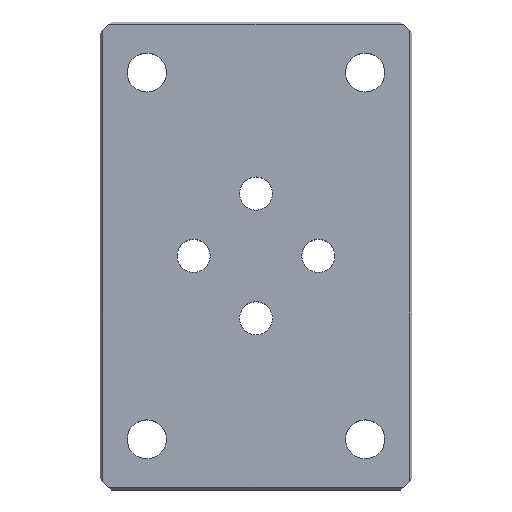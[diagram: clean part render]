
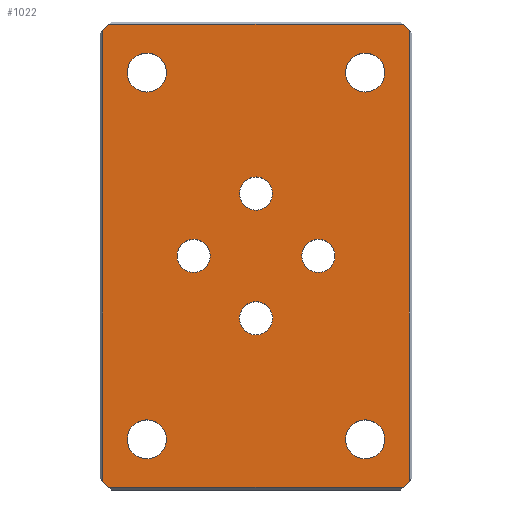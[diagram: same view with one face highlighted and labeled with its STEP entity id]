
A CAD part, top view. The second image highlights one B-rep face of the part: STEP entity #1022.
In plain terms, the highlighted planar face has unit normal (0, 0, 1).
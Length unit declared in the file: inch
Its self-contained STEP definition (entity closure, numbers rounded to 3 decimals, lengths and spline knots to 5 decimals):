
#78=CARTESIAN_POINT('',(0.875,1.81375,0.));
#79=VERTEX_POINT('',#78);
#95=CARTESIAN_POINT('',(0.875,2.12625,0.));
#96=VERTEX_POINT('',#95);
#103=CARTESIAN_POINT('',(0.875,1.97,0.));
#104=DIRECTION('',(0.0,0.0,-1.0));
#105=DIRECTION('',(0.0,-1.0,0.0));
#106=AXIS2_PLACEMENT_3D('',#103,#104,#105);
#107=CIRCLE('',#106,0.15625);
#108=EDGE_CURVE('',#79,#96,#107,.T.);
#141=CARTESIAN_POINT('',(-0.875,1.81375,0.));
#142=VERTEX_POINT('',#141);
#158=CARTESIAN_POINT('',(-0.875,2.12625,0.));
#159=VERTEX_POINT('',#158);
#166=CARTESIAN_POINT('',(-0.875,1.97,0.));
#167=DIRECTION('',(0.0,0.0,-1.0));
#168=DIRECTION('',(0.0,-1.0,0.0));
#169=AXIS2_PLACEMENT_3D('',#166,#167,#168);
#170=CIRCLE('',#169,0.15625);
#171=EDGE_CURVE('',#142,#159,#170,.T.);
#183=CARTESIAN_POINT('',(-0.875,-0.81375,0.));
#184=VERTEX_POINT('',#183);
#200=CARTESIAN_POINT('',(-0.875,-1.12625,0.));
#201=VERTEX_POINT('',#200);
#208=CARTESIAN_POINT('',(-0.875,-0.97,0.));
#209=DIRECTION('',(0.0,0.0,-1.0));
#210=DIRECTION('',(0.0,1.0,0.0));
#211=AXIS2_PLACEMENT_3D('',#208,#209,#210);
#212=CIRCLE('',#211,0.15625);
#213=EDGE_CURVE('',#184,#201,#212,.T.);
#246=CARTESIAN_POINT('',(0.875,-0.81375,0.));
#247=VERTEX_POINT('',#246);
#263=CARTESIAN_POINT('',(0.875,-1.12625,0.));
#264=VERTEX_POINT('',#263);
#271=CARTESIAN_POINT('',(0.875,-0.97,0.));
#272=DIRECTION('',(0.0,0.0,-1.0));
#273=DIRECTION('',(0.0,1.0,0.0));
#274=AXIS2_PLACEMENT_3D('',#271,#272,#273);
#275=CIRCLE('',#274,0.15625);
#276=EDGE_CURVE('',#247,#264,#275,.T.);
#288=CARTESIAN_POINT('',(0.0,0.133,0.));
#289=VERTEX_POINT('',#288);
#305=CARTESIAN_POINT('',(0.,-0.133,0.));
#306=VERTEX_POINT('',#305);
#313=CARTESIAN_POINT('',(0.0,0.0,0.0));
#314=DIRECTION('',(0.0,0.0,-1.0));
#315=DIRECTION('',(0.0,1.0,0.0));
#316=AXIS2_PLACEMENT_3D('',#313,#314,#315);
#317=CIRCLE('',#316,0.133);
#318=EDGE_CURVE('',#289,#306,#317,.T.);
#372=CARTESIAN_POINT('',(0.0,1.133,0.));
#373=VERTEX_POINT('',#372);
#389=CARTESIAN_POINT('',(0.,0.867,0.));
#390=VERTEX_POINT('',#389);
#397=CARTESIAN_POINT('',(0.0,1.0,0.));
#398=DIRECTION('',(0.0,0.0,-1.0));
#399=DIRECTION('',(0.0,1.0,0.0));
#400=AXIS2_PLACEMENT_3D('',#397,#398,#399);
#401=CIRCLE('',#400,0.133);
#402=EDGE_CURVE('',#373,#390,#401,.T.);
#456=CARTESIAN_POINT('',(-0.5,0.633,0.));
#457=VERTEX_POINT('',#456);
#473=CARTESIAN_POINT('',(-0.5,0.367,0.));
#474=VERTEX_POINT('',#473);
#481=CARTESIAN_POINT('',(-0.5,0.5,0.));
#482=DIRECTION('',(0.0,0.0,-1.0));
#483=DIRECTION('',(0.0,1.0,0.0));
#484=AXIS2_PLACEMENT_3D('',#481,#482,#483);
#485=CIRCLE('',#484,0.133);
#486=EDGE_CURVE('',#457,#474,#485,.T.);
#540=CARTESIAN_POINT('',(0.5,0.633,0.));
#541=VERTEX_POINT('',#540);
#557=CARTESIAN_POINT('',(0.5,0.367,0.));
#558=VERTEX_POINT('',#557);
#565=CARTESIAN_POINT('',(0.5,0.5,0.));
#566=DIRECTION('',(0.0,0.0,-1.0));
#567=DIRECTION('',(0.0,1.0,0.0));
#568=AXIS2_PLACEMENT_3D('',#565,#566,#567);
#569=CIRCLE('',#568,0.133);
#570=EDGE_CURVE('',#541,#558,#569,.T.);
#814=CARTESIAN_POINT('',(-1.23,2.305,0.));
#815=VERTEX_POINT('',#814);
#822=CARTESIAN_POINT('',(-1.18,2.355,0.));
#823=VERTEX_POINT('',#822);
#824=CARTESIAN_POINT('',(-1.23,2.305,0.));
#825=DIRECTION('',(0.707,0.707,0.));
#826=VECTOR('',#825,0.07071);
#827=LINE('',#824,#826);
#828=EDGE_CURVE('',#815,#823,#827,.T.);
#870=CARTESIAN_POINT('',(-1.23,-1.305,0.));
#871=VERTEX_POINT('',#870);
#878=CARTESIAN_POINT('',(-1.23,-1.305,0.));
#879=DIRECTION('',(0.0,1.0,0.0));
#880=VECTOR('',#879,3.61);
#881=LINE('',#878,#880);
#882=EDGE_CURVE('',#871,#815,#881,.T.);
#887=CARTESIAN_POINT('',(0.0,0.5,0.));
#888=DIRECTION('',(0.0,0.0,1.0));
#889=DIRECTION('',(1.0,0.0,0.0));
#890=AXIS2_PLACEMENT_3D('',#887,#888,#889);
#891=PLANE('',#890);
#892=ORIENTED_EDGE('',*,*,#882,.F.);
#893=CARTESIAN_POINT('',(-1.18,-1.355,0.));
#894=VERTEX_POINT('',#893);
#895=CARTESIAN_POINT('',(-1.18,-1.355,0.));
#896=DIRECTION('',(-0.707,0.707,0.));
#897=VECTOR('',#896,0.07071);
#898=LINE('',#895,#897);
#899=EDGE_CURVE('',#894,#871,#898,.T.);
#900=ORIENTED_EDGE('',*,*,#899,.F.);
#901=CARTESIAN_POINT('',(1.18,-1.355,0.));
#902=VERTEX_POINT('',#901);
#903=CARTESIAN_POINT('',(1.18,-1.355,0.));
#904=DIRECTION('',(-1.0,0.0,0.0));
#905=VECTOR('',#904,2.36);
#906=LINE('',#903,#905);
#907=EDGE_CURVE('',#902,#894,#906,.T.);
#908=ORIENTED_EDGE('',*,*,#907,.F.);
#909=CARTESIAN_POINT('',(1.23,-1.305,0.));
#910=VERTEX_POINT('',#909);
#911=CARTESIAN_POINT('',(1.23,-1.305,0.));
#912=DIRECTION('',(-0.707,-0.707,0.));
#913=VECTOR('',#912,0.07071);
#914=LINE('',#911,#913);
#915=EDGE_CURVE('',#910,#902,#914,.T.);
#916=ORIENTED_EDGE('',*,*,#915,.F.);
#917=CARTESIAN_POINT('',(1.23,2.305,0.));
#918=VERTEX_POINT('',#917);
#919=CARTESIAN_POINT('',(1.23,2.305,0.));
#920=DIRECTION('',(0.0,-1.0,0.0));
#921=VECTOR('',#920,3.61);
#922=LINE('',#919,#921);
#923=EDGE_CURVE('',#918,#910,#922,.T.);
#924=ORIENTED_EDGE('',*,*,#923,.F.);
#925=CARTESIAN_POINT('',(1.18,2.355,0.));
#926=VERTEX_POINT('',#925);
#927=CARTESIAN_POINT('',(1.18,2.355,0.));
#928=DIRECTION('',(0.707,-0.707,0.));
#929=VECTOR('',#928,0.07071);
#930=LINE('',#927,#929);
#931=EDGE_CURVE('',#926,#918,#930,.T.);
#932=ORIENTED_EDGE('',*,*,#931,.F.);
#933=CARTESIAN_POINT('',(-1.18,2.355,0.));
#934=DIRECTION('',(1.0,0.0,0.0));
#935=VECTOR('',#934,2.36);
#936=LINE('',#933,#935);
#937=EDGE_CURVE('',#823,#926,#936,.T.);
#938=ORIENTED_EDGE('',*,*,#937,.F.);
#939=ORIENTED_EDGE('',*,*,#828,.F.);
#940=EDGE_LOOP('',(#892,#900,#908,#916,#924,#932,#938,#939));
#941=FACE_OUTER_BOUND('',#940,.T.);
#942=ORIENTED_EDGE('',*,*,#108,.T.);
#943=CARTESIAN_POINT('',(0.875,1.97,0.));
#944=DIRECTION('',(0.0,0.0,-1.0));
#945=DIRECTION('',(0.0,-1.0,0.0));
#946=AXIS2_PLACEMENT_3D('',#943,#944,#945);
#947=CIRCLE('',#946,0.15625);
#948=EDGE_CURVE('',#96,#79,#947,.T.);
#949=ORIENTED_EDGE('',*,*,#948,.T.);
#950=EDGE_LOOP('',(#942,#949));
#951=FACE_BOUND('',#950,.T.);
#952=ORIENTED_EDGE('',*,*,#171,.T.);
#953=CARTESIAN_POINT('',(-0.875,1.97,0.));
#954=DIRECTION('',(0.0,0.0,-1.0));
#955=DIRECTION('',(0.0,-1.0,0.0));
#956=AXIS2_PLACEMENT_3D('',#953,#954,#955);
#957=CIRCLE('',#956,0.15625);
#958=EDGE_CURVE('',#159,#142,#957,.T.);
#959=ORIENTED_EDGE('',*,*,#958,.T.);
#960=EDGE_LOOP('',(#952,#959));
#961=FACE_BOUND('',#960,.T.);
#962=ORIENTED_EDGE('',*,*,#213,.T.);
#963=CARTESIAN_POINT('',(-0.875,-0.97,0.));
#964=DIRECTION('',(0.0,0.0,-1.0));
#965=DIRECTION('',(0.0,1.0,0.0));
#966=AXIS2_PLACEMENT_3D('',#963,#964,#965);
#967=CIRCLE('',#966,0.15625);
#968=EDGE_CURVE('',#201,#184,#967,.T.);
#969=ORIENTED_EDGE('',*,*,#968,.T.);
#970=EDGE_LOOP('',(#962,#969));
#971=FACE_BOUND('',#970,.T.);
#972=ORIENTED_EDGE('',*,*,#276,.T.);
#973=CARTESIAN_POINT('',(0.875,-0.97,0.));
#974=DIRECTION('',(0.0,0.0,-1.0));
#975=DIRECTION('',(0.0,1.0,0.0));
#976=AXIS2_PLACEMENT_3D('',#973,#974,#975);
#977=CIRCLE('',#976,0.15625);
#978=EDGE_CURVE('',#264,#247,#977,.T.);
#979=ORIENTED_EDGE('',*,*,#978,.T.);
#980=EDGE_LOOP('',(#972,#979));
#981=FACE_BOUND('',#980,.T.);
#982=ORIENTED_EDGE('',*,*,#318,.T.);
#983=CARTESIAN_POINT('',(0.0,0.0,0.0));
#984=DIRECTION('',(0.0,0.0,-1.0));
#985=DIRECTION('',(0.0,1.0,0.0));
#986=AXIS2_PLACEMENT_3D('',#983,#984,#985);
#987=CIRCLE('',#986,0.133);
#988=EDGE_CURVE('',#306,#289,#987,.T.);
#989=ORIENTED_EDGE('',*,*,#988,.T.);
#990=EDGE_LOOP('',(#982,#989));
#991=FACE_BOUND('',#990,.T.);
#992=ORIENTED_EDGE('',*,*,#402,.T.);
#993=CARTESIAN_POINT('',(0.0,1.0,0.));
#994=DIRECTION('',(0.0,0.0,-1.0));
#995=DIRECTION('',(0.0,1.0,0.0));
#996=AXIS2_PLACEMENT_3D('',#993,#994,#995);
#997=CIRCLE('',#996,0.133);
#998=EDGE_CURVE('',#390,#373,#997,.T.);
#999=ORIENTED_EDGE('',*,*,#998,.T.);
#1000=EDGE_LOOP('',(#992,#999));
#1001=FACE_BOUND('',#1000,.T.);
#1002=ORIENTED_EDGE('',*,*,#486,.T.);
#1003=CARTESIAN_POINT('',(-0.5,0.5,0.));
#1004=DIRECTION('',(0.0,0.0,-1.0));
#1005=DIRECTION('',(0.0,1.0,0.0));
#1006=AXIS2_PLACEMENT_3D('',#1003,#1004,#1005);
#1007=CIRCLE('',#1006,0.133);
#1008=EDGE_CURVE('',#474,#457,#1007,.T.);
#1009=ORIENTED_EDGE('',*,*,#1008,.T.);
#1010=EDGE_LOOP('',(#1002,#1009));
#1011=FACE_BOUND('',#1010,.T.);
#1012=ORIENTED_EDGE('',*,*,#570,.T.);
#1013=CARTESIAN_POINT('',(0.5,0.5,0.));
#1014=DIRECTION('',(0.0,0.0,-1.0));
#1015=DIRECTION('',(0.0,1.0,0.0));
#1016=AXIS2_PLACEMENT_3D('',#1013,#1014,#1015);
#1017=CIRCLE('',#1016,0.133);
#1018=EDGE_CURVE('',#558,#541,#1017,.T.);
#1019=ORIENTED_EDGE('',*,*,#1018,.T.);
#1020=EDGE_LOOP('',(#1012,#1019));
#1021=FACE_BOUND('',#1020,.T.);
#1022=ADVANCED_FACE('',(#941,#951,#961,#971,#981,#991,#1001,#1011,#1021),#891,.T.);
